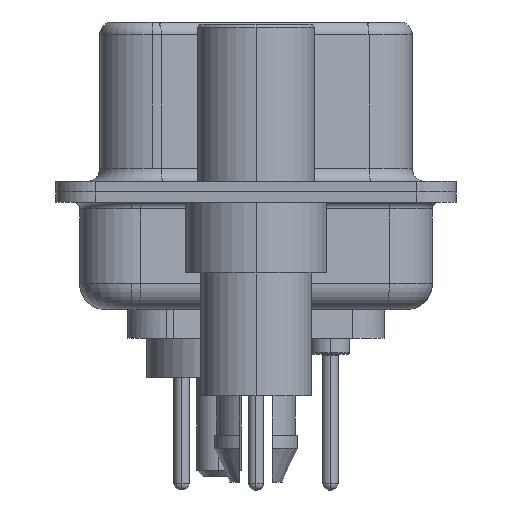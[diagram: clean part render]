
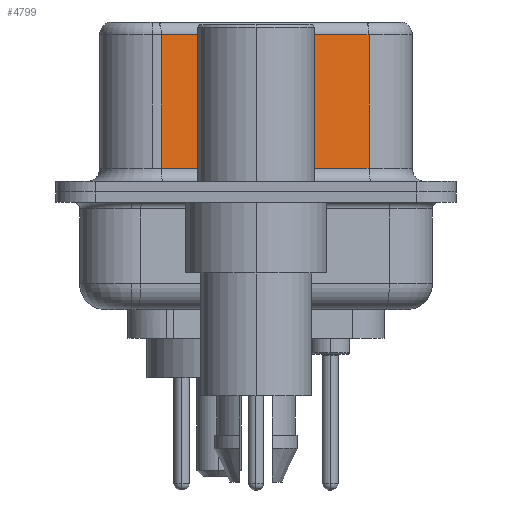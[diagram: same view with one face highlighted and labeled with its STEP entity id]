
A CAD part, left-side view. The second image highlights one B-rep face of the part: STEP entity #4799.
In plain terms, the highlighted planar face has unit normal (-0.985, -0.174, 0).
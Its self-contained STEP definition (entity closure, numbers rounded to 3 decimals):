
#375 = DIRECTION ( 'NONE',  ( -0.174, 0.985, 0. ) ) ;
#1345 = CARTESIAN_POINT ( 'NONE',  ( 3.73, 3.628, 6.52 ) ) ;
#1962 = VERTEX_POINT ( 'NONE', #2907 ) ;
#2681 = LINE ( 'NONE', #18697, #14351 ) ;
#2907 = CARTESIAN_POINT ( 'NONE',  ( 3.73, 3.628, 0.9 ) ) ;
#4244 = CARTESIAN_POINT ( 'NONE',  ( 5.132, -4.322, 6.52 ) ) ;
#4438 = VECTOR ( 'NONE', #11213, 1000. ) ;
#4799 = ADVANCED_FACE ( 'NONE', ( #17469 ), #18156, .F. ) ;
#6093 = VECTOR ( 'NONE', #24330, 1000. ) ;
#6418 = VERTEX_POINT ( 'NONE', #29039 ) ;
#9047 = CARTESIAN_POINT ( 'NONE',  ( 5.132, -4.322, 6.52 ) ) ;
#10088 = VECTOR ( 'NONE', #17664, 1000. ) ;
#10150 = AXIS2_PLACEMENT_3D ( 'NONE', #9047, #18791, #375 ) ;
#11213 = DIRECTION ( 'NONE',  ( 0., 0., -1. ) ) ;
#12822 = VERTEX_POINT ( 'NONE', #22272 ) ;
#14171 = DIRECTION ( 'NONE',  ( 0.174, -0.985, 0. ) ) ;
#14351 = VECTOR ( 'NONE', #14171, 1000. ) ;
#14617 = ORIENTED_EDGE ( 'NONE', *, *, #20652, .T. ) ;
#16189 = LINE ( 'NONE', #1345, #10088 ) ;
#17255 = EDGE_CURVE ( 'NONE', #6418, #29652, #22717, .T. ) ;
#17318 = ORIENTED_EDGE ( 'NONE', *, *, #17255, .F. ) ;
#17469 = FACE_OUTER_BOUND ( 'NONE', #21862, .T. ) ;
#17664 = DIRECTION ( 'NONE',  ( 0., 0., -1. ) ) ;
#18156 = PLANE ( 'NONE',  #10150 ) ;
#18697 = CARTESIAN_POINT ( 'NONE',  ( 5.132, -4.322, 0.9 ) ) ;
#18791 = DIRECTION ( 'NONE',  ( 0.985, 0.174, 0. ) ) ;
#20144 = EDGE_CURVE ( 'NONE', #12822, #1962, #16189, .T. ) ;
#20652 = EDGE_CURVE ( 'NONE', #6418, #12822, #24347, .T. ) ;
#21006 = EDGE_CURVE ( 'NONE', #1962, #29652, #2681, .T. ) ;
#21685 = CARTESIAN_POINT ( 'NONE',  ( 5.132, -4.322, 0.9 ) ) ;
#21862 = EDGE_LOOP ( 'NONE', ( #17318, #14617, #28903, #28355 ) ) ;
#22272 = CARTESIAN_POINT ( 'NONE',  ( 3.73, 3.628, 6.02 ) ) ;
#22717 = LINE ( 'NONE', #4244, #4438 ) ;
#24330 = DIRECTION ( 'NONE',  ( -0.174, 0.985, 0. ) ) ;
#24347 = LINE ( 'NONE', #28446, #6093 ) ;
#28355 = ORIENTED_EDGE ( 'NONE', *, *, #21006, .T. ) ;
#28446 = CARTESIAN_POINT ( 'NONE',  ( 5.132, -4.322, 6.02 ) ) ;
#28903 = ORIENTED_EDGE ( 'NONE', *, *, #20144, .T. ) ;
#29039 = CARTESIAN_POINT ( 'NONE',  ( 5.132, -4.322, 6.02 ) ) ;
#29652 = VERTEX_POINT ( 'NONE', #21685 ) ;
